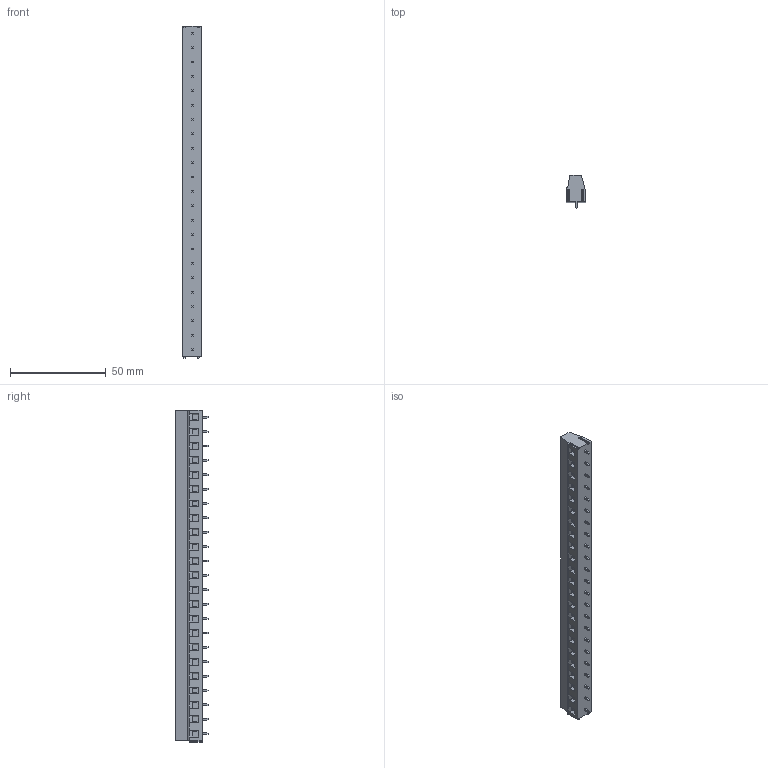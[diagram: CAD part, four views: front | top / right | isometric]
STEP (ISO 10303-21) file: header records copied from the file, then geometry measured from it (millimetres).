
FILE_DESCRIPTION((''),'2;1');
FILE_NAME('PRT0053','2024-12-06T',('yanfa'),(''),'PRO/ENGINEER BY PARAMETRIC TECHNOLOGY CORPORATION, 2009280','PRO/ENGINEER BY PARAMETRIC TECHNOLOGY CORPORATION, 2009280','');
FILE_SCHEMA(('AUTOMOTIVE_DESIGN_CC2 { 1 2 10303 214 -1 1 5 2 }'));
Length unit declared in the file: millimetre
Products named in the file (1): PRT0053
Bounding box: 10.2 x 17.3 x 173.1 mm (x, y, z)
Volume: 20529.2 mm3; surface area: 9494.6 mm2
Topology: 1 solids, 1 shells, 1049 faces, 2681 edges, 1680 vertices
Faces by surface type: plane 714, cylinder 197, cone 92, torus 46
Entity records: 31377 total; most frequent: CARTESIAN_POINT 5778, ORIENTED_EDGE 5362, DIRECTION 5219, EDGE_CURVE 2681, VECTOR 2057, LINE 2057, VERTEX_POINT 1680, AXIS2_PLACEMENT_3D 1581
